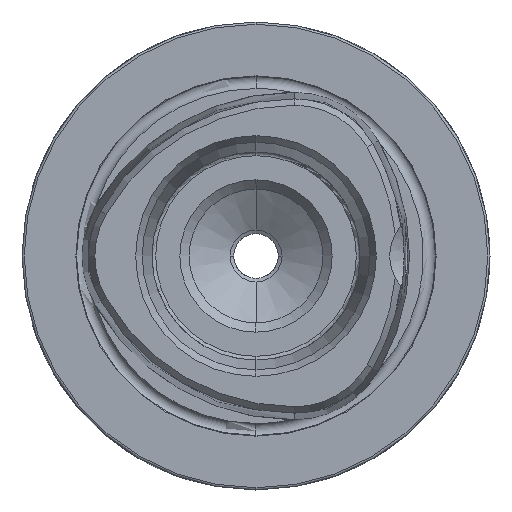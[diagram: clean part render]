
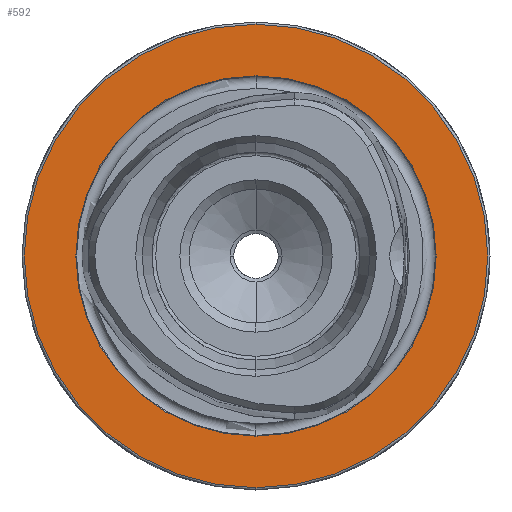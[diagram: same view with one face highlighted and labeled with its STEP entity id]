
A CAD part, left-side view. The second image highlights one B-rep face of the part: STEP entity #592.
In plain terms, the highlighted planar face has unit normal (-1, 0, 0).
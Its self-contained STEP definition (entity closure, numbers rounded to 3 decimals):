
#275 = CIRCLE ( 'NONE', #3195, 31.2 ) ;
#592 = ADVANCED_FACE ( 'NONE', ( #1465, #1464 ), #2593, .F. ) ;
#1177 = CIRCLE ( 'NONE', #3130, 24.25 ) ;
#1257 = CIRCLE ( 'NONE', #3155, 24.25 ) ;
#1464 = FACE_OUTER_BOUND ( 'NONE', #6833, .T. ) ;
#1465 = FACE_BOUND ( 'NONE', #3804, .T. ) ;
#1648 = CIRCLE ( 'NONE', #6847, 31.2 ) ;
#2026 = EDGE_CURVE ( 'NONE', #3302, #3303, #1648, .T. ) ;
#2134 = EDGE_CURVE ( 'NONE', #3299, #3300, #1177, .T. ) ;
#2240 = EDGE_CURVE ( 'NONE', #3300, #3299, #1257, .T. ) ;
#2587 = CARTESIAN_POINT ( 'NONE',  ( 0., 24.25, 0. ) ) ;
#2593 = PLANE ( 'NONE',  #2951 ) ;
#2597 = DIRECTION ( 'NONE',  ( 1., 0., 0. ) ) ;
#2598 = DIRECTION ( 'NONE',  ( 0., 0., -1. ) ) ;
#2951 = AXIS2_PLACEMENT_3D ( 'NONE', #2587, #2597, #2598 ) ;
#3062 = CARTESIAN_POINT ( 'NONE',  ( 0., 0., 0. ) ) ;
#3063 = DIRECTION ( 'NONE',  ( -1., 0., 0. ) ) ;
#3064 = DIRECTION ( 'NONE',  ( 0., 0., 1. ) ) ;
#3130 = AXIS2_PLACEMENT_3D ( 'NONE', #4149, #4150, #4151 ) ;
#3155 = AXIS2_PLACEMENT_3D ( 'NONE', #3408, #3409, #3410 ) ;
#3195 = AXIS2_PLACEMENT_3D ( 'NONE', #5349, #5350, #5351 ) ;
#3299 = VERTEX_POINT ( 'NONE', #4669 ) ;
#3300 = VERTEX_POINT ( 'NONE', #4670 ) ;
#3302 = VERTEX_POINT ( 'NONE', #4672 ) ;
#3303 = VERTEX_POINT ( 'NONE', #4673 ) ;
#3408 = CARTESIAN_POINT ( 'NONE',  ( 0., 0., 0. ) ) ;
#3409 = DIRECTION ( 'NONE',  ( -1., 0., 0. ) ) ;
#3410 = DIRECTION ( 'NONE',  ( 0., 0., 1. ) ) ;
#3804 = EDGE_LOOP ( 'NONE', ( #6554, #6658 ) ) ;
#4149 = CARTESIAN_POINT ( 'NONE',  ( 0., 0., 0. ) ) ;
#4150 = DIRECTION ( 'NONE',  ( -1., 0., 0. ) ) ;
#4151 = DIRECTION ( 'NONE',  ( 0., 0., 1. ) ) ;
#4669 = CARTESIAN_POINT ( 'NONE',  ( 0., 0., -24.25 ) ) ;
#4670 = CARTESIAN_POINT ( 'NONE',  ( 0., 0., 24.25 ) ) ;
#4672 = CARTESIAN_POINT ( 'NONE',  ( 0., 0., 31.2 ) ) ;
#4673 = CARTESIAN_POINT ( 'NONE',  ( 0., 0., -31.2 ) ) ;
#5349 = CARTESIAN_POINT ( 'NONE',  ( 0., 0., 0. ) ) ;
#5350 = DIRECTION ( 'NONE',  ( -1., 0., 0. ) ) ;
#5351 = DIRECTION ( 'NONE',  ( 0., 0., 1. ) ) ;
#6319 = EDGE_CURVE ( 'NONE', #3303, #3302, #275, .T. ) ;
#6554 = ORIENTED_EDGE ( 'NONE', *, *, #2240, .F. ) ;
#6580 = ORIENTED_EDGE ( 'NONE', *, *, #6319, .T. ) ;
#6592 = ORIENTED_EDGE ( 'NONE', *, *, #2026, .T. ) ;
#6658 = ORIENTED_EDGE ( 'NONE', *, *, #2134, .F. ) ;
#6833 = EDGE_LOOP ( 'NONE', ( #6592, #6580 ) ) ;
#6847 = AXIS2_PLACEMENT_3D ( 'NONE', #3062, #3063, #3064 ) ;
